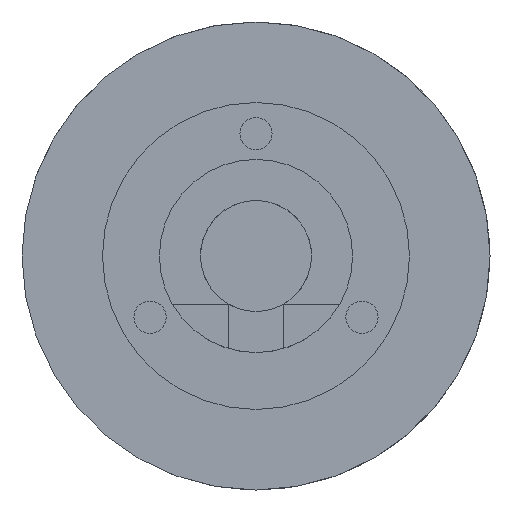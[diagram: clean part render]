
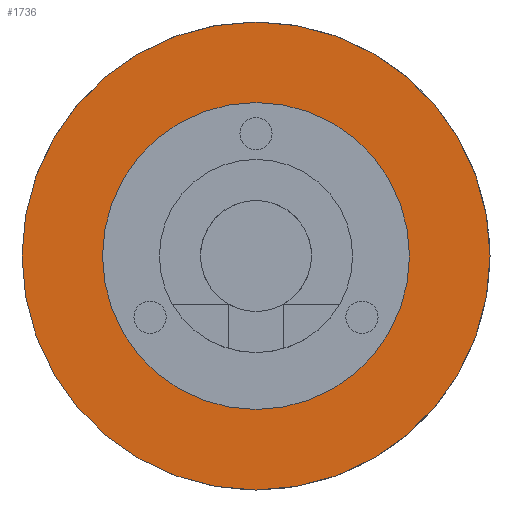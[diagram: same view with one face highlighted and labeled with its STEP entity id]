
A CAD part, front view. The second image highlights one B-rep face of the part: STEP entity #1736.
In plain terms, the highlighted planar face has unit normal (0, -1, 0).
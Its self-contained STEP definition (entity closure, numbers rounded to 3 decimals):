
#133=FACE_BOUND('',#510,.T.);
#226=CIRCLE('',#1840,4.767);
#279=CIRCLE('',#1961,7.267);
#384=FACE_OUTER_BOUND('',#509,.T.);
#509=EDGE_LOOP('',(#1589));
#510=EDGE_LOOP('',(#1590));
#734=VERTEX_POINT('',#2833);
#831=VERTEX_POINT('',#3614);
#937=EDGE_CURVE('',#734,#734,#226,.T.);
#1084=EDGE_CURVE('',#831,#831,#279,.T.);
#1589=ORIENTED_EDGE('',*,*,#1084,.T.);
#1590=ORIENTED_EDGE('',*,*,#937,.T.);
#1631=PLANE('',#1963);
#1736=ADVANCED_FACE('',(#384,#133),#1631,.T.);
#1840=AXIS2_PLACEMENT_3D('',#2834,#2208,#2209);
#1961=AXIS2_PLACEMENT_3D('',#3615,#2483,#2484);
#1963=AXIS2_PLACEMENT_3D('',#3617,#2487,#2488);
#2208=DIRECTION('center_axis',(0.,1.,0.));
#2209=DIRECTION('ref_axis',(1.,0.,0.));
#2483=DIRECTION('center_axis',(0.,-1.,0.));
#2484=DIRECTION('ref_axis',(1.,0.,0.));
#2487=DIRECTION('center_axis',(0.,-1.,0.));
#2488=DIRECTION('ref_axis',(1.,0.,0.));
#2833=CARTESIAN_POINT('',(-4.767,-6.6,0.));
#2834=CARTESIAN_POINT('Origin',(0.,-6.6,0.));
#3614=CARTESIAN_POINT('',(-7.267,-6.6,0.));
#3615=CARTESIAN_POINT('Origin',(0.,-6.6,0.));
#3617=CARTESIAN_POINT('Origin',(0.,-6.6,0.));
